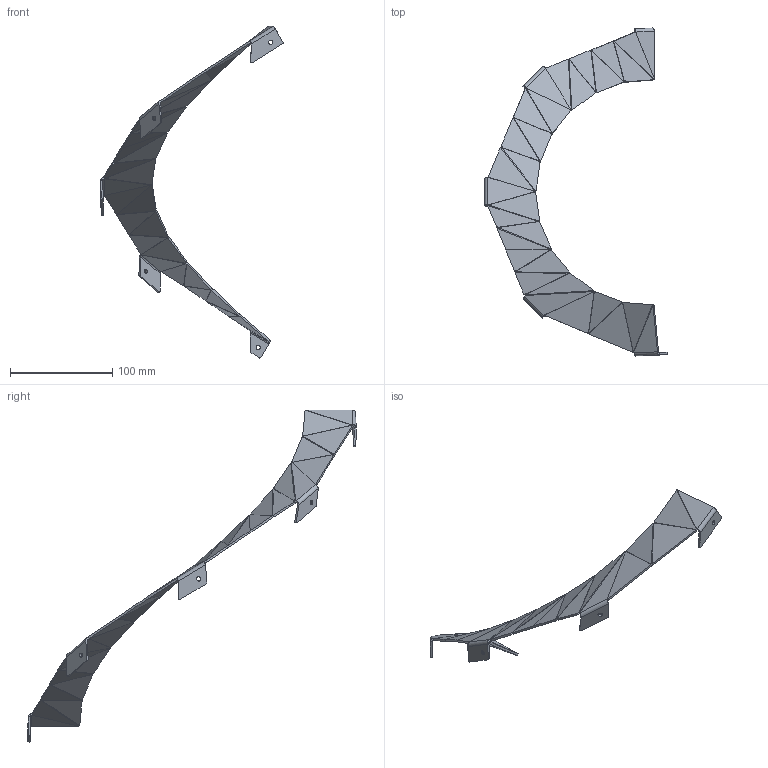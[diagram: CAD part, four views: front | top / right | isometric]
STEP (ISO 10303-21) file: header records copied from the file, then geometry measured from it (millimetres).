
FILE_DESCRIPTION (( 'STEP AP203' ), '1' );
FILE_NAME ('AR402418.STEP', '2021-07-29T08:38:00', ( '' ), ( '' ), 'SwSTEP 2.0', 'SolidWorks 2021', '' );
FILE_SCHEMA (( 'CONFIG_CONTROL_DESIGN' ));
Length unit declared in the file: millimetre
Products named in the file (1): AR402418
Bounding box: 178.25 x 320.63 x 323.99 mm (x, y, z)
Volume: 51916.6 mm3; surface area: 54892 mm2
Topology: 1 solids, 1 shells, 389 faces, 889 edges, 502 vertices
Faces by surface type: plane 252, cylinder 92, bspline 45
Entity records: 11800 total; most frequent: CARTESIAN_POINT 3474, ORIENTED_EDGE 1778, DIRECTION 1561, EDGE_CURVE 889, LINE 683, VECTOR 683, VERTEX_POINT 502, AXIS2_PLACEMENT_3D 439
